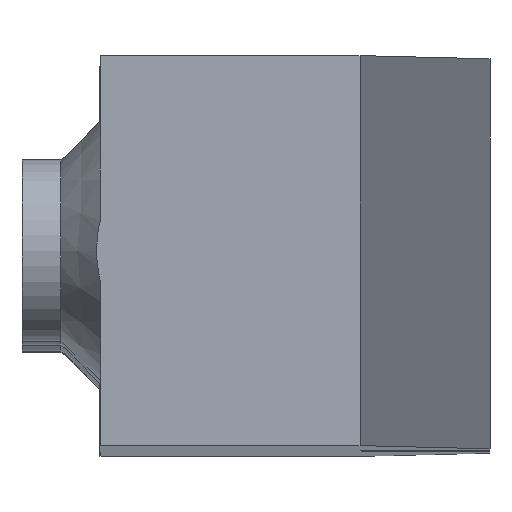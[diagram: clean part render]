
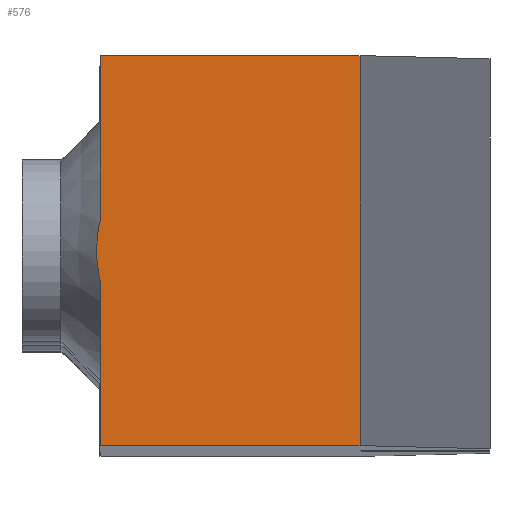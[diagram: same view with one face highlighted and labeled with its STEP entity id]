
A CAD part, top view. The second image highlights one B-rep face of the part: STEP entity #576.
In plain terms, the highlighted planar face has unit normal (0, 0, 1).
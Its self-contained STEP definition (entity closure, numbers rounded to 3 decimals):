
#48=PLANE('',#660);
#83=FACE_OUTER_BOUND('',#126,.T.);
#126=EDGE_LOOP('',(#500,#501,#502,#503,#504,#505,#506));
#137=LINE('',#864,#183);
#138=LINE('',#868,#184);
#159=LINE('',#976,#205);
#167=LINE('',#990,#213);
#168=LINE('',#991,#214);
#183=VECTOR('',#684,10.);
#184=VECTOR('',#687,10.);
#205=VECTOR('',#804,10.);
#213=VECTOR('',#818,10.);
#214=VECTOR('',#819,10.);
#256=(
BOUNDED_CURVE()
B_SPLINE_CURVE(2,(#904,#905,#906),.UNSPECIFIED.,.F.,.F.)
B_SPLINE_CURVE_WITH_KNOTS((3,3),(0.708,0.872),
 .UNSPECIFIED.)
CURVE()
GEOMETRIC_REPRESENTATION_ITEM()
RATIONAL_B_SPLINE_CURVE((1.321,1.321,1.304))
REPRESENTATION_ITEM('')
);
#257=(
BOUNDED_CURVE()
B_SPLINE_CURVE(2,(#907,#908,#909),.UNSPECIFIED.,.F.,.F.)
B_SPLINE_CURVE_WITH_KNOTS((3,3),(0.543,0.708),
 .UNSPECIFIED.)
CURVE()
GEOMETRIC_REPRESENTATION_ITEM()
RATIONAL_B_SPLINE_CURVE((1.304,1.321,1.321))
REPRESENTATION_ITEM('')
);
#264=VERTEX_POINT('',#861);
#265=VERTEX_POINT('',#863);
#266=VERTEX_POINT('',#865);
#267=VERTEX_POINT('',#867);
#279=VERTEX_POINT('',#903);
#298=VERTEX_POINT('',#972);
#300=VERTEX_POINT('',#975);
#318=EDGE_CURVE('',#264,#265,#137,.T.);
#320=EDGE_CURVE('',#266,#267,#138,.T.);
#338=EDGE_CURVE('',#266,#279,#256,.F.);
#339=EDGE_CURVE('',#279,#265,#257,.F.);
#367=EDGE_CURVE('',#300,#298,#159,.T.);
#375=EDGE_CURVE('',#267,#298,#167,.T.);
#376=EDGE_CURVE('',#264,#300,#168,.T.);
#500=ORIENTED_EDGE('',*,*,#367,.T.);
#501=ORIENTED_EDGE('',*,*,#375,.F.);
#502=ORIENTED_EDGE('',*,*,#320,.F.);
#503=ORIENTED_EDGE('',*,*,#338,.T.);
#504=ORIENTED_EDGE('',*,*,#339,.T.);
#505=ORIENTED_EDGE('',*,*,#318,.F.);
#506=ORIENTED_EDGE('',*,*,#376,.T.);
#576=ADVANCED_FACE('',(#83),#48,.T.);
#660=AXIS2_PLACEMENT_3D('',#989,#816,#817);
#684=DIRECTION('',(0.,1.,0.));
#687=DIRECTION('',(0.,1.,0.));
#804=DIRECTION('',(0.,1.,0.));
#816=DIRECTION('center_axis',(0.,0.,1.));
#817=DIRECTION('ref_axis',(1.,0.,0.));
#818=DIRECTION('',(1.,0.,0.));
#819=DIRECTION('',(1.,0.,0.));
#861=CARTESIAN_POINT('',(-15.,0.,237.));
#863=CARTESIAN_POINT('',(-15.,6.367,237.));
#864=CARTESIAN_POINT('',(-15.,0.,237.));
#865=CARTESIAN_POINT('',(-15.,8.633,237.));
#867=CARTESIAN_POINT('',(-15.,15.,237.));
#868=CARTESIAN_POINT('',(-15.,0.,237.));
#903=CARTESIAN_POINT('',(-15.13,7.5,237.));
#904=CARTESIAN_POINT('Ctrl Pts',(-15.13,7.5,237.));
#905=CARTESIAN_POINT('Ctrl Pts',(-15.13,8.059,237.));
#906=CARTESIAN_POINT('Ctrl Pts',(-15.,8.633,237.));
#907=CARTESIAN_POINT('Ctrl Pts',(-15.,6.367,237.));
#908=CARTESIAN_POINT('Ctrl Pts',(-15.13,6.941,237.));
#909=CARTESIAN_POINT('Ctrl Pts',(-15.13,7.5,237.));
#972=CARTESIAN_POINT('',(-5.,15.,237.));
#975=CARTESIAN_POINT('',(-5.,0.,237.));
#976=CARTESIAN_POINT('',(-5.,0.,237.));
#989=CARTESIAN_POINT('Origin',(-15.,0.,237.));
#990=CARTESIAN_POINT('',(-15.,15.,237.));
#991=CARTESIAN_POINT('',(-15.,0.,237.));
